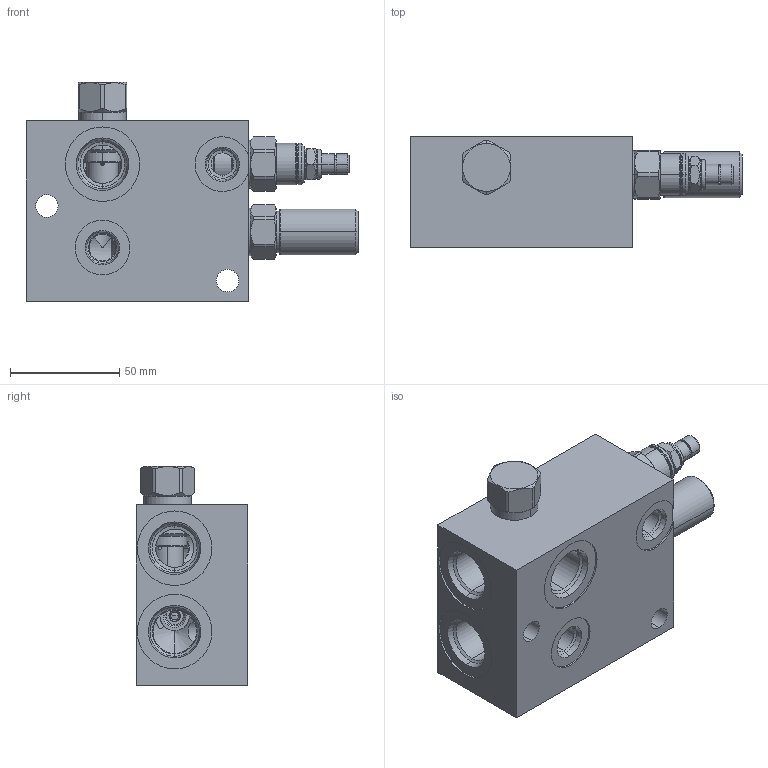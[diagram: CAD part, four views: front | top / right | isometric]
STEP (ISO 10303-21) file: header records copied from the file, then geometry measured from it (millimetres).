
FILE_DESCRIPTION((''),'2;1');
FILE_NAME('XQCELANBK_ASM','2019-08-28T',('ProEService'),(''),'PRO/ENGINEER BY PARAMETRIC TECHNOLOGY CORPORATION, 2014200','PRO/ENGINEER BY PARAMETRIC TECHNOLOGY CORPORATION, 2014200','');
FILE_SCHEMA(('CONFIG_CONTROL_DESIGN'));
Length unit declared in the file: inch
Products named in the file (5): 153-491-002; CXDAXCN; QPABLAN; RVCFXAN; XQCELANBK_ASM
Assembly tree (4 placements, depth 2):
  XQCELANBK_ASM
    153-491-002
    CXDAXCN
    QPABLAN
    RVCFXAN
Bounding box: 151.61 x 50.8 x 100.03 mm (x, y, z)
Volume: 389166.4 mm3; surface area: 82737.5 mm2
Topology: 12 solids, 13 shells, 855 faces, 2467 edges, 1818 vertices
Faces by surface type: cylinder 348, plane 188, cone 177, torus 99, revolution 28, bspline 13, sphere 2
Entity records: 38133 total; most frequent: CARTESIAN_POINT 15824, DIRECTION 4783, ORIENTED_EDGE 4076, EDGE_CURVE 2038, AXIS2_PLACEMENT_3D 1807, VERTEX_POINT 1250, VECTOR 1141, LINE 1141
